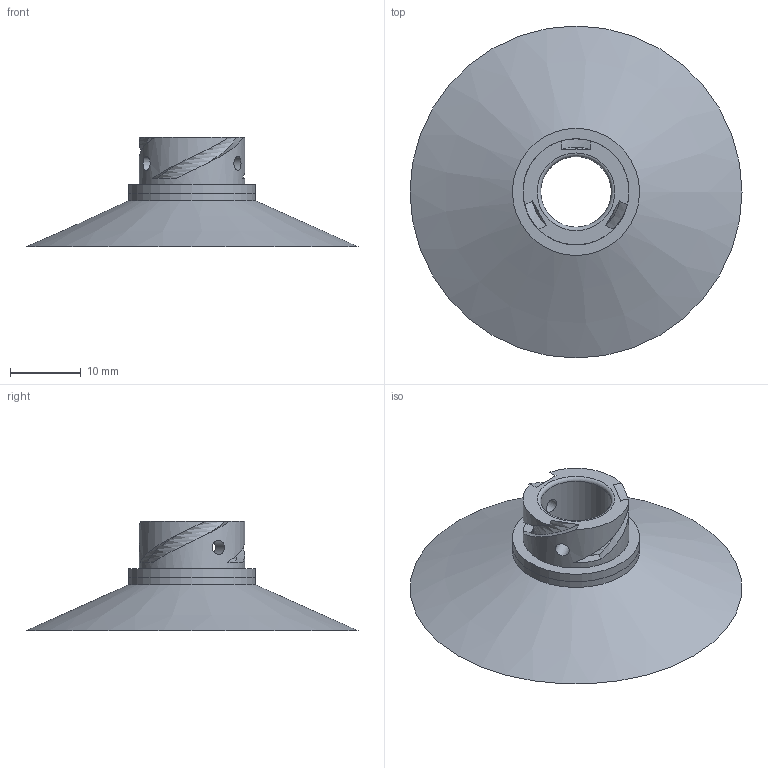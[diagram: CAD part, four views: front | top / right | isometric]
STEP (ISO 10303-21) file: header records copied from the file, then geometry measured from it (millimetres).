
FILE_DESCRIPTION(/* description */ (''),/* implementation_level */ '2;1');
FILE_NAME(/* name */ '',/* time_stamp */ '2025-08-15T15:34:18+03:00',/* author */ ('seraf'),/* organization */ (''),/* preprocessor_version */ 'ST-DEVELOPER v20.1',/* originating_system */ 'Autodesk Inventor 2026',/* authorisation */ '');
FILE_SCHEMA (('AUTOMOTIVE_DESIGN { 1 0 10303 214 3 1 1 }'));
Length unit declared in the file: millimetre
Products named in the file (3): Байонет со статором; Байонет ванны; Статор диска
Assembly tree (2 placements, depth 2):
  Байонет со статором
    Байонет ванны
    Статор диска
Bounding box: 47 x 47 x 15.5 mm (x, y, z)
Volume: 6099.1 mm3; surface area: 4819 mm2
Topology: 2 solids, 2 shells, 29 faces, 76 edges, 52 vertices
Faces by surface type: bspline 10, cylinder 9, plane 8, torus 1, cone 1
Full cylindrical faces by diameter (mm): 2.013 x3, 10 x2, 15 x1, 18 x2
Entity records: 3488 total; most frequent: CARTESIAN_POINT 2699, ORIENTED_EDGE 152, DIRECTION 120, EDGE_CURVE 76, VERTEX_POINT 52, AXIS2_PLACEMENT_3D 46, EDGE_LOOP 40, FACE_OUTER_BOUND 29
